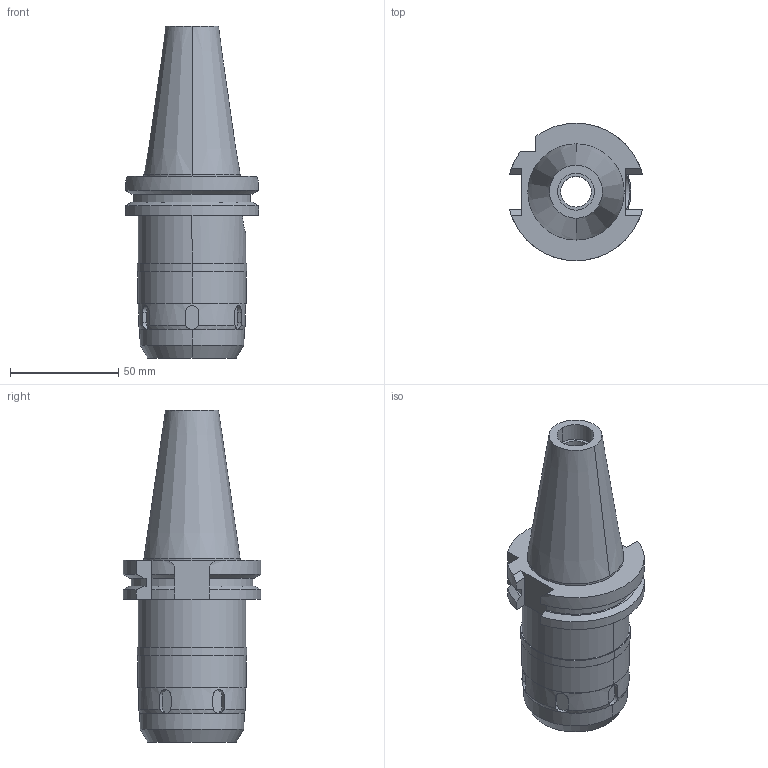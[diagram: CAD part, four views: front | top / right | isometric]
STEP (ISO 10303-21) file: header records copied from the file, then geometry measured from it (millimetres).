
FILE_DESCRIPTION((''),'2;1');
FILE_NAME('BDV40-HMC20S-85','2018-03-19T',('ykawabe'),(''),'CREO PARAMETRIC BY PTC INC, 2016380','CREO PARAMETRIC BY PTC INC, 2016380','');
FILE_SCHEMA(('AUTOMOTIVE_DESIGN { 1 0 10303 214 1 1 1 1 }'));
Length unit declared in the file: millimetre
Products named in the file (1): BDV40-HMC20S-85
Bounding box: 61.48 x 63.55 x 153.4 mm (x, y, z)
Volume: 201644.4 mm3; surface area: 35579.8 mm2
Topology: 1 solids, 1 shells, 107 faces, 324 edges, 227 vertices
Faces by surface type: plane 47, cylinder 42, cone 18
Entity records: 5041 total; most frequent: CARTESIAN_POINT 988, ORIENTED_EDGE 648, DIRECTION 606, PRESENTATION_STYLE_ASSIGNMENT 329, STYLED_ITEM 329, CURVE_STYLE 328, EDGE_CURVE 324, AXIS2_PLACEMENT_3D 235
